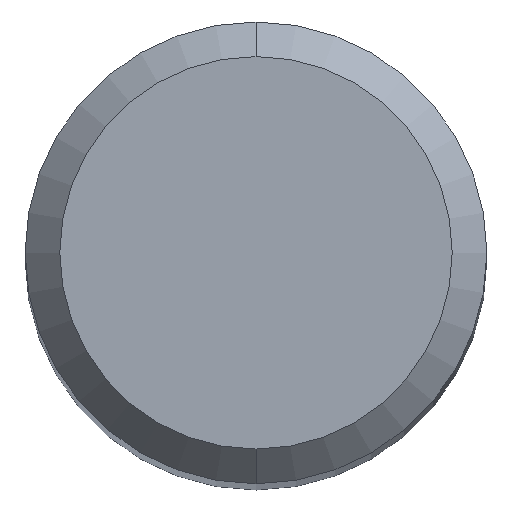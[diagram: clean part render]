
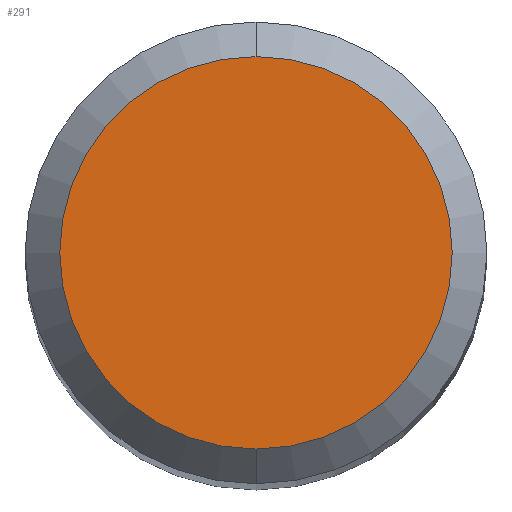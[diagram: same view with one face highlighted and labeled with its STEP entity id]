
A CAD part, top view. The second image highlights one B-rep face of the part: STEP entity #291.
In plain terms, the highlighted planar face has unit normal (0, 0, 1).
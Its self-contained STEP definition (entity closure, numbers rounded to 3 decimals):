
#215=VERTEX_POINT('',#512);
#261=VERTEX_POINT('',#562);
#291=ADVANCED_FACE('',(#596),#597,.T.);
#317=EDGE_CURVE('',#215,#261,#624,.T.);
#427=EDGE_CURVE('',#261,#215,#744,.T.);
#512=CARTESIAN_POINT('',(0.,-1.7,0.));
#562=CARTESIAN_POINT('',(0.0,1.7,0.));
#596=FACE_OUTER_BOUND('',#1069,.T.);
#597=PLANE('',#1070);
#624=CIRCLE('',#1109,1.7);
#744=CIRCLE('',#1358,1.7);
#1069=EDGE_LOOP('',(#1528,#1529));
#1070=AXIS2_PLACEMENT_3D('',#1530,#1531,#1532);
#1109=AXIS2_PLACEMENT_3D('',#1557,#1558,#1559);
#1358=AXIS2_PLACEMENT_3D('',#1685,#1686,#1687);
#1528=ORIENTED_EDGE('',*,*,#427,.F.);
#1529=ORIENTED_EDGE('',*,*,#317,.F.);
#1530=CARTESIAN_POINT('',(0.0,0.85,0.));
#1531=DIRECTION('',(-0.0,0.0,1.0));
#1532=DIRECTION('',(0.0,-1.0,0.0));
#1557=CARTESIAN_POINT('',(0.0,0.0,0.));
#1558=DIRECTION('',(0.0,0.0,-1.0));
#1559=DIRECTION('',(0.0,1.0,0.0));
#1685=CARTESIAN_POINT('',(0.0,0.0,0.));
#1686=DIRECTION('',(0.0,0.0,-1.0));
#1687=DIRECTION('',(0.0,1.0,0.0));
